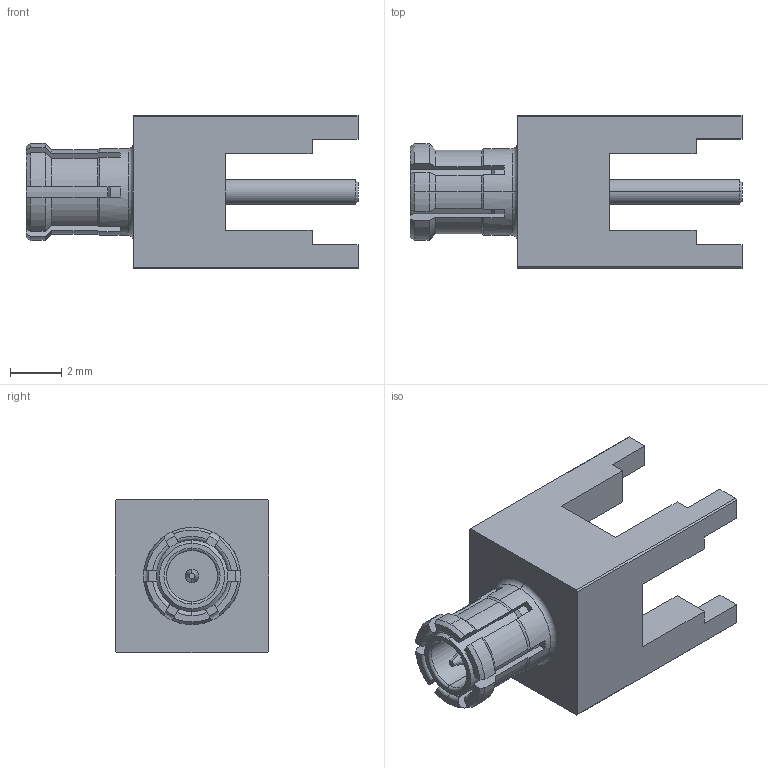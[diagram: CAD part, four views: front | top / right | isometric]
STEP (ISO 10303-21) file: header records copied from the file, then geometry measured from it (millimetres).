
FILE_DESCRIPTION (( 'STEP AP214' ), '1' );
FILE_NAME ('ÑÖÍÊ.434521.067ÑÁ_Âèëêà+äëÿ ïîòðåáèòåëÿ.STEP', '2018-12-06T10:22:39', ( 'User' ), ( '' ), 'SwSTEP 2.0', 'SolidWorks 2016', '' );
FILE_SCHEMA (( 'AUTOMOTIVE_DESIGN' ));
Length unit declared in the file: millimetre
Products named in the file (1): ÑÖÍÊ.434521.067ÑÁ_Âèëêà+äëÿ ïîòðåáèòåëÿ
Bounding box: 13 x 6 x 6 mm (x, y, z)
Volume: 194.3 mm3; surface area: 404.8 mm2
Topology: 1 solids, 1 shells, 144 faces, 381 edges, 244 vertices
Faces by surface type: plane 59, cylinder 43, cone 31, torus 11
Entity records: 6283 total; most frequent: CARTESIAN_POINT 1073, ORIENTED_EDGE 762, DIRECTION 756, EDGE_CURVE 381, AXIS2_PLACEMENT_3D 278, VERTEX_POINT 244, LINE 200, VECTOR 200
